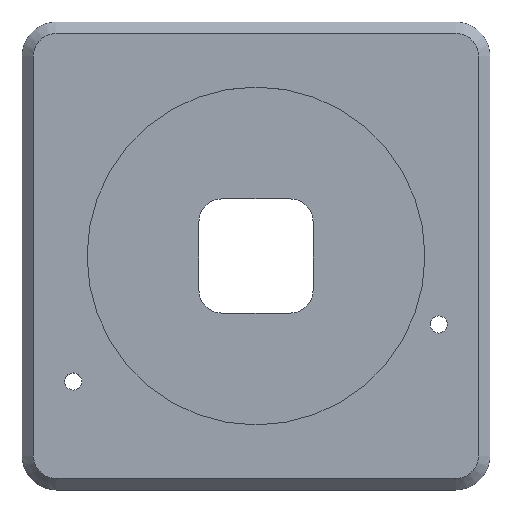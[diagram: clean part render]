
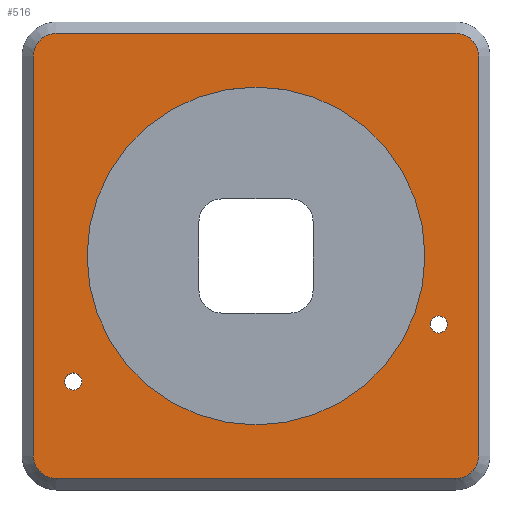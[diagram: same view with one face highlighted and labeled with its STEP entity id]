
A CAD part, top view. The second image highlights one B-rep face of the part: STEP entity #516.
In plain terms, the highlighted planar face has unit normal (0, 0, 1).
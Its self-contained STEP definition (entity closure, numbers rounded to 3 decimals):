
#15=FACE_BOUND('',#106,.T.);
#16=FACE_BOUND('',#107,.T.);
#17=FACE_BOUND('',#108,.T.);
#34=CIRCLE('',#551,2.);
#36=CIRCLE('',#555,2.);
#38=CIRCLE('',#559,2.);
#40=CIRCLE('',#563,2.);
#43=CIRCLE('',#571,0.75);
#44=CIRCLE('',#572,0.75);
#45=CIRCLE('',#573,14.8);
#75=FACE_OUTER_BOUND('',#105,.T.);
#105=EDGE_LOOP('',(#391,#392,#393,#394,#395,#396,#397,#398));
#106=EDGE_LOOP('',(#399));
#107=EDGE_LOOP('',(#400));
#108=EDGE_LOOP('',(#401));
#131=LINE('',#771,#178);
#136=LINE('',#785,#183);
#140=LINE('',#797,#187);
#144=LINE('',#809,#191);
#178=VECTOR('',#609,10.);
#183=VECTOR('',#622,10.);
#187=VECTOR('',#634,10.);
#191=VECTOR('',#646,10.);
#225=VERTEX_POINT('',#768);
#226=VERTEX_POINT('',#770);
#229=VERTEX_POINT('',#778);
#231=VERTEX_POINT('',#783);
#233=VERTEX_POINT('',#790);
#235=VERTEX_POINT('',#795);
#237=VERTEX_POINT('',#802);
#239=VERTEX_POINT('',#807);
#245=VERTEX_POINT('',#833);
#246=VERTEX_POINT('',#835);
#247=VERTEX_POINT('',#837);
#271=EDGE_CURVE('',#225,#226,#131,.T.);
#276=EDGE_CURVE('',#229,#225,#34,.T.);
#278=EDGE_CURVE('',#231,#229,#136,.T.);
#282=EDGE_CURVE('',#233,#231,#36,.T.);
#284=EDGE_CURVE('',#235,#233,#140,.T.);
#288=EDGE_CURVE('',#237,#235,#38,.T.);
#290=EDGE_CURVE('',#239,#237,#144,.T.);
#293=EDGE_CURVE('',#226,#239,#40,.T.);
#303=EDGE_CURVE('',#245,#245,#43,.T.);
#304=EDGE_CURVE('',#246,#246,#44,.T.);
#305=EDGE_CURVE('',#247,#247,#45,.T.);
#391=ORIENTED_EDGE('',*,*,#271,.F.);
#392=ORIENTED_EDGE('',*,*,#276,.F.);
#393=ORIENTED_EDGE('',*,*,#278,.F.);
#394=ORIENTED_EDGE('',*,*,#282,.F.);
#395=ORIENTED_EDGE('',*,*,#284,.F.);
#396=ORIENTED_EDGE('',*,*,#288,.F.);
#397=ORIENTED_EDGE('',*,*,#290,.F.);
#398=ORIENTED_EDGE('',*,*,#293,.F.);
#399=ORIENTED_EDGE('',*,*,#303,.T.);
#400=ORIENTED_EDGE('',*,*,#304,.T.);
#401=ORIENTED_EDGE('',*,*,#305,.T.);
#495=PLANE('',#570);
#516=ADVANCED_FACE('',(#75,#15,#16,#17),#495,.F.);
#551=AXIS2_PLACEMENT_3D('',#780,#617,#618);
#555=AXIS2_PLACEMENT_3D('',#792,#629,#630);
#559=AXIS2_PLACEMENT_3D('',#804,#641,#642);
#563=AXIS2_PLACEMENT_3D('',#813,#652,#653);
#570=AXIS2_PLACEMENT_3D('',#832,#673,#674);
#571=AXIS2_PLACEMENT_3D('',#834,#675,#676);
#572=AXIS2_PLACEMENT_3D('',#836,#677,#678);
#573=AXIS2_PLACEMENT_3D('',#838,#679,#680);
#609=DIRECTION('',(-1.,0.,0.));
#617=DIRECTION('center_axis',(0.,0.,-1.));
#618=DIRECTION('ref_axis',(0.707,-0.707,0.));
#622=DIRECTION('',(0.,-1.,0.));
#629=DIRECTION('center_axis',(0.,0.,-1.));
#630=DIRECTION('ref_axis',(0.707,0.707,0.));
#634=DIRECTION('',(1.,0.,0.));
#641=DIRECTION('center_axis',(0.,0.,-1.));
#642=DIRECTION('ref_axis',(-0.707,0.707,0.));
#646=DIRECTION('',(0.,1.,0.));
#652=DIRECTION('center_axis',(0.,0.,-1.));
#653=DIRECTION('ref_axis',(-0.707,-0.707,0.));
#673=DIRECTION('center_axis',(0.,0.,-1.));
#674=DIRECTION('ref_axis',(0.,1.,0.));
#675=DIRECTION('center_axis',(0.,0.,-1.));
#676=DIRECTION('ref_axis',(-1.,0.,0.));
#677=DIRECTION('center_axis',(0.,0.,-1.));
#678=DIRECTION('ref_axis',(-1.,0.,0.));
#679=DIRECTION('center_axis',(0.,0.,-1.));
#680=DIRECTION('ref_axis',(-1.,0.,0.));
#768=CARTESIAN_POINT('',(38.,-101.,2.));
#770=CARTESIAN_POINT('',(3.,-101.,2.));
#771=CARTESIAN_POINT('',(20.5,-101.,2.));
#778=CARTESIAN_POINT('',(40.,-99.,2.));
#780=CARTESIAN_POINT('Origin',(38.,-99.,2.));
#783=CARTESIAN_POINT('',(40.,-64.,2.));
#785=CARTESIAN_POINT('',(40.,-81.5,2.));
#790=CARTESIAN_POINT('',(38.,-62.,2.));
#792=CARTESIAN_POINT('Origin',(38.,-64.,2.));
#795=CARTESIAN_POINT('',(3.,-62.,2.));
#797=CARTESIAN_POINT('',(20.5,-62.,2.));
#802=CARTESIAN_POINT('',(1.,-64.,2.));
#804=CARTESIAN_POINT('Origin',(3.,-64.,2.));
#807=CARTESIAN_POINT('',(1.,-99.,2.));
#809=CARTESIAN_POINT('',(1.,-81.5,2.));
#813=CARTESIAN_POINT('Origin',(3.,-99.,2.));
#832=CARTESIAN_POINT('Origin',(20.5,-81.5,2.));
#833=CARTESIAN_POINT('',(37.25,-87.5,2.));
#834=CARTESIAN_POINT('Origin',(36.5,-87.5,2.));
#835=CARTESIAN_POINT('',(5.25,-92.5,2.));
#836=CARTESIAN_POINT('Origin',(4.5,-92.5,2.));
#837=CARTESIAN_POINT('',(35.3,-81.5,2.));
#838=CARTESIAN_POINT('Origin',(20.5,-81.5,2.));
